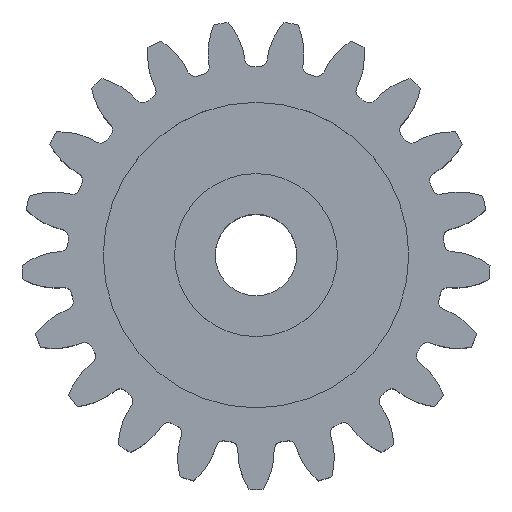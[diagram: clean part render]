
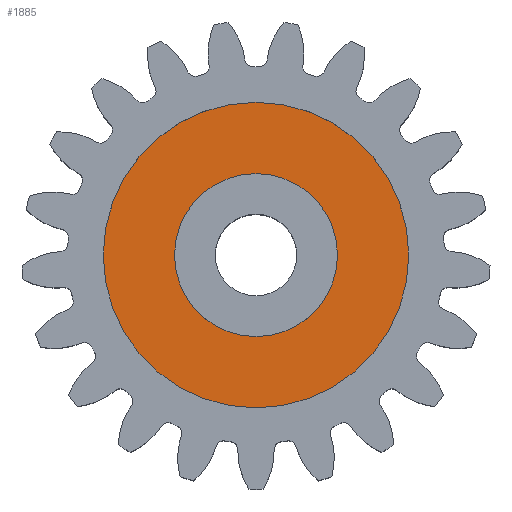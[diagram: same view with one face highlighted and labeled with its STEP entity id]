
A CAD part, top view. The second image highlights one B-rep face of the part: STEP entity #1885.
In plain terms, the highlighted planar face has unit normal (0, 0, 1).
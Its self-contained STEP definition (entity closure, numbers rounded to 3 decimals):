
#949 = VERTEX_POINT ( 'NONE', #3672 ) ;
#997 = VERTEX_POINT ( 'NONE', #3623 ) ;
#998 = VERTEX_POINT ( 'NONE', #3580 ) ;
#1000 = EDGE_CURVE ( 'NONE', #997, #998, #3617, .T. ) ;
#1008 = VERTEX_POINT ( 'NONE', #3948 ) ;
#1009 = EDGE_CURVE ( 'NONE', #1008, #949, #3945, .T. ) ;
#1474 = ORIENTED_EDGE ( 'NONE', *, *, #1700, .T. ) ;
#1700 = EDGE_CURVE ( 'NONE', #949, #1008, #4944, .T. ) ;
#1701 = ORIENTED_EDGE ( 'NONE', *, *, #1000, .F. ) ;
#1703 = ORIENTED_EDGE ( 'NONE', *, *, #1894, .F. ) ;
#1705 = EDGE_LOOP ( 'NONE', ( #1703, #1701 ) ) ;
#1882 = ORIENTED_EDGE ( 'NONE', *, *, #1009, .T. ) ;
#1883 = EDGE_LOOP ( 'NONE', ( #1882, #1474 ) ) ;
#1885 = ADVANCED_FACE ( 'NONE', ( #4729, #4783 ), #4782, .F. ) ;
#1894 = EDGE_CURVE ( 'NONE', #998, #997, #4816, .T. ) ;
#3580 = CARTESIAN_POINT ( 'NONE',  ( -22.5, 0., 13.5 ) ) ;
#3596 = AXIS2_PLACEMENT_3D ( 'NONE', #3615, #3614, #3613 ) ;
#3613 = DIRECTION ( 'NONE',  ( -1., 0., 0. ) ) ;
#3614 = DIRECTION ( 'NONE',  ( 0., 0., -1. ) ) ;
#3615 = CARTESIAN_POINT ( 'NONE',  ( 0., 0., 13.5 ) ) ;
#3617 = CIRCLE ( 'NONE', #3596, 22.5 ) ;
#3623 = CARTESIAN_POINT ( 'NONE',  ( 22.5, 0., 13.5 ) ) ;
#3672 = CARTESIAN_POINT ( 'NONE',  ( 12., 0., 13.5 ) ) ;
#3941 = DIRECTION ( 'NONE',  ( -1., 0., 0. ) ) ;
#3942 = DIRECTION ( 'NONE',  ( 0., 0., -1. ) ) ;
#3943 = CARTESIAN_POINT ( 'NONE',  ( 0., 0., 13.5 ) ) ;
#3944 = AXIS2_PLACEMENT_3D ( 'NONE', #3943, #3942, #3941 ) ;
#3945 = CIRCLE ( 'NONE', #3944, 12. ) ;
#3948 = CARTESIAN_POINT ( 'NONE',  ( -12., 0., 13.5 ) ) ;
#4728 = CARTESIAN_POINT ( 'NONE',  ( 0., 0., 13.5 ) ) ;
#4729 = FACE_BOUND ( 'NONE', #1883, .T. ) ;
#4742 = DIRECTION ( 'NONE',  ( -1., 0., 0. ) ) ;
#4743 = DIRECTION ( 'NONE',  ( 0., 0., -1. ) ) ;
#4744 = CARTESIAN_POINT ( 'NONE',  ( 0., 0., 13.5 ) ) ;
#4755 = DIRECTION ( 'NONE',  ( -1., 0., 0. ) ) ;
#4764 = AXIS2_PLACEMENT_3D ( 'NONE', #4728, #4768, #4755 ) ;
#4768 = DIRECTION ( 'NONE',  ( 0., 0., -1. ) ) ;
#4782 = PLANE ( 'NONE',  #4764 ) ;
#4783 = FACE_OUTER_BOUND ( 'NONE', #1705, .T. ) ;
#4797 = DIRECTION ( 'NONE',  ( -1., 0., 0. ) ) ;
#4798 = DIRECTION ( 'NONE',  ( 0., 0., -1. ) ) ;
#4803 = CARTESIAN_POINT ( 'NONE',  ( 0., 0., 13.5 ) ) ;
#4806 = AXIS2_PLACEMENT_3D ( 'NONE', #4803, #4798, #4797 ) ;
#4816 = CIRCLE ( 'NONE', #4806, 22.5 ) ;
#4936 = AXIS2_PLACEMENT_3D ( 'NONE', #4744, #4743, #4742 ) ;
#4944 = CIRCLE ( 'NONE', #4936, 12. ) ;
